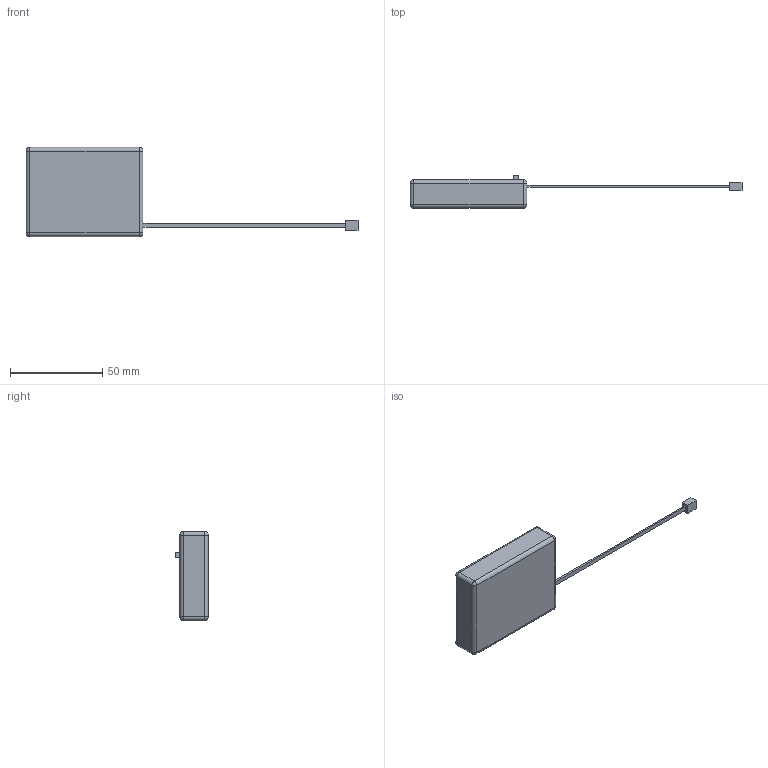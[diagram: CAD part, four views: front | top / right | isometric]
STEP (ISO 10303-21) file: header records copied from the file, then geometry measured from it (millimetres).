
FILE_DESCRIPTION((''),'2;1');
FILE_NAME('2_BATTERY_CASE_WITH_WIRE_PH2_0','2024-03-09T15:04:28',('qinghui.yi'),(''),'CREO PARAMETRIC BY PTC INC, 2019164','CREO PARAMETRIC BY PTC INC, 2019164','');
FILE_SCHEMA(('CONFIG_CONTROL_DESIGN','SHAPE_APPEARANCE_LAYERS_GROUPS'));
Length unit declared in the file: millimetre
Products named in the file (1): 2_BATTERY_CASE_WITH_WIRE_PH2_0
Bounding box: 180.2 x 17.6 x 48.5 mm (x, y, z)
Volume: 47335.5 mm3; surface area: 10182.3 mm2
Topology: 1 solids, 1 shells, 46 faces, 99 edges, 62 vertices
Faces by surface type: plane 26, cylinder 12, sphere 8
Entity records: 1591 total; most frequent: COLOUR_RGB 312, DIRECTION 217, CARTESIAN_POINT 202, ORIENTED_EDGE 192, EDGE_CURVE 96, VECTOR 75, LINE 75, AXIS2_PLACEMENT_3D 71
